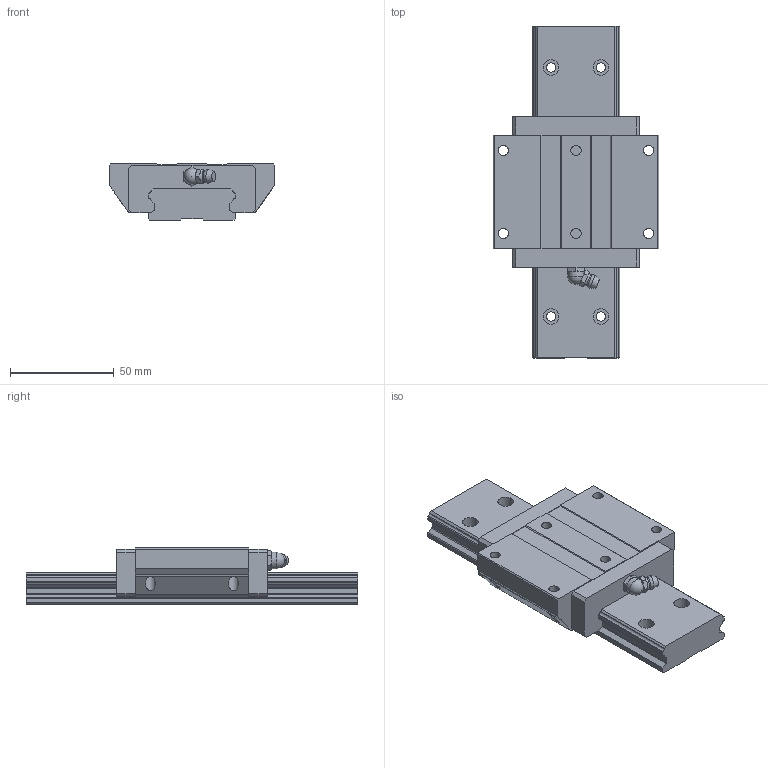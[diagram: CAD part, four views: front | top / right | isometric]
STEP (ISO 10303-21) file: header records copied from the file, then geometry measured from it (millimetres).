
FILE_DESCRIPTION(/* description */ ('Unknown'),/* implementation_level */ '2;1');
FILE_NAME(/* name */ 'HB27FUU1-160L20_20',/* time_stamp */ '2023-09-15T03:05:31+09:00',/* author */ ('Unknown'),/* organization */ ('Unknown'),/* preprocessor_version */ 'ST-DEVELOPER v18.102',/* originating_system */ 'Solid Edge',/* authorisation */ 'Unknown');
FILE_SCHEMA (('AUTOMOTIVE_DESIGN {1 0 10303 214 3 1 1}'));
Length unit declared in the file: millimetre
Products named in the file (4): thisAsm; HB27_RAIL; B-M6F; HB27F_BLOCK
Assembly tree (3 placements, depth 2):
  thisAsm
    HB27_RAIL
    B-M6F
    HB27F_BLOCK
Bounding box: 80 x 160 x 27 mm (x, y, z)
Volume: 178305 mm3; surface area: 41088.9 mm2
Topology: 3 solids, 3 shells, 163 faces, 448 edges, 299 vertices
Faces by surface type: plane 92, cylinder 58, cone 9, torus 3, sphere 1
Full cylindrical faces by diameter (mm): 4.5 x6, 4.917 x7, 6 x1, 7.5 x6, 8 x1
Entity records: 5641 total; most frequent: CARTESIAN_POINT 965, DIRECTION 841, ORIENTED_EDGE 810, EDGE_CURVE 405, AXIS2_PLACEMENT_3D 296, VERTEX_POINT 284, LINE 249, VECTOR 249
